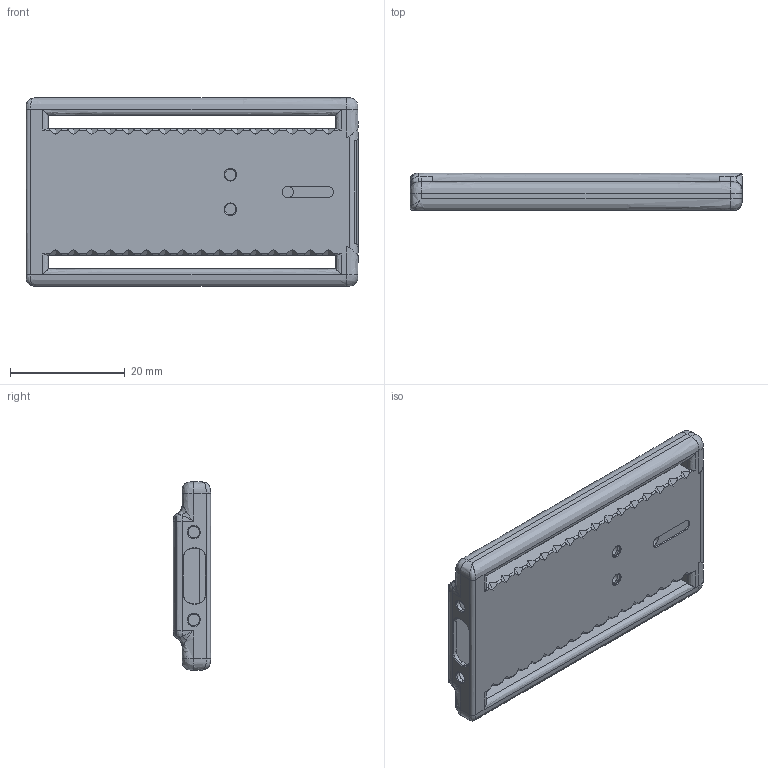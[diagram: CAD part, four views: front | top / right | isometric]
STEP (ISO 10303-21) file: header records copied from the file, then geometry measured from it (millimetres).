
FILE_DESCRIPTION (( 'STEP AP214' ), '1' );
FILE_NAME ('FuiminiCase.STEP', '2024-11-07T01:01:05', ( '' ), ( '' ), 'MPSTEP 2.0', 'Macroplastics Offline CAD Suite', '' );
FILE_SCHEMA (( 'UwU' ));
Length unit declared in the file: millimetre
Products named in the file (1): FuiminiCase
Bounding box: 57.8 x 6.48 x 32.8 mm (x, y, z)
Volume: 4351.6 mm3; surface area: 9729.6 mm2
Topology: 4 solids, 4 shells, 528 faces, 1484 edges, 960 vertices
Faces by surface type: plane 359, cylinder 106, bspline 51, cone 12
Entity records: 21975 total; most frequent: CARTESIAN_POINT 9305, ORIENTED_EDGE 2956, DIRECTION 2121, EDGE_CURVE 1478, LINE 993, VECTOR 993, VERTEX_POINT 960, EDGE_LOOP 568
